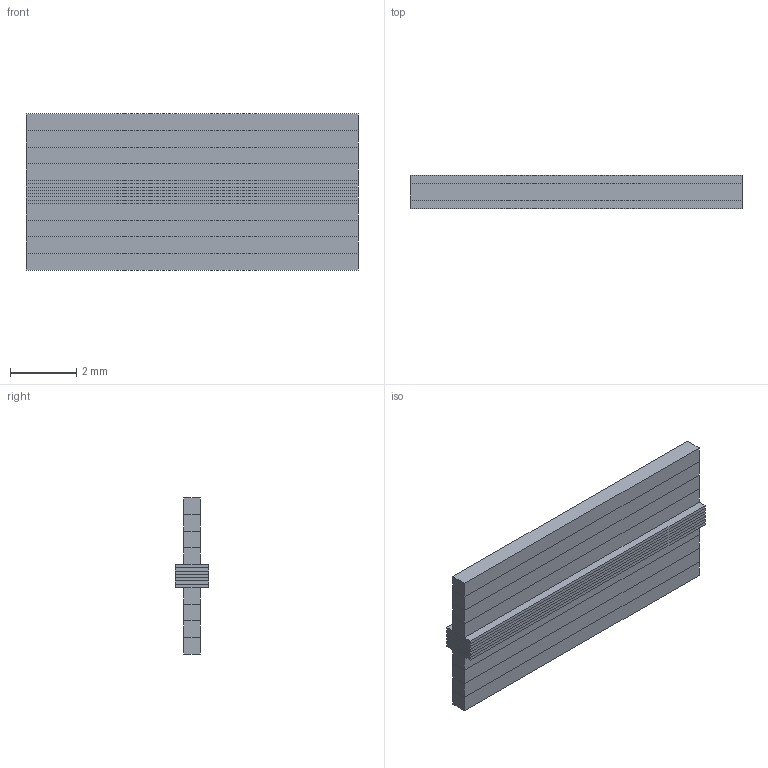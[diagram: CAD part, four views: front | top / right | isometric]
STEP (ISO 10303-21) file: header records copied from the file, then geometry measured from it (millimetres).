
FILE_DESCRIPTION(/* description */ ('STEP AP203'),/* implementation_level */ '2;1');
FILE_NAME(/* name */ 'SOFC_Complete',/* time_stamp */ '2024-10-21T14:26:58+03:30',/* author */ (' '),/* organization */ (' '),/* preprocessor_version */ 'ST-DEVELOPER v19.4',/* originating_system */ ' ',/* authorisation */ ' ');
FILE_SCHEMA (('CONFIG_CONTROL_DESIGN'));
Length unit declared in the file: metre
Products named in the file (15): id2; id5; id8; id11; id14; id17; id20; id23; id26; id29; id32; id35; id38; id41; id44
Bounding box: 10 x 1 x 4.7 mm (x, y, z)
Volume: 27 mm3; surface area: 319.4 mm2
Topology: 15 solids, 15 shells, 94 faces, 192 edges, 128 vertices
Faces by surface type: plane 94
Entity records: 2689 total; most frequent: CARTESIAN_POINT 429, DIRECTION 410, ORIENTED_EDGE 384, EDGE_CURVE 192, LINE 192, VECTOR 192, VERTEX_POINT 128, AXIS2_PLACEMENT_3D 109
